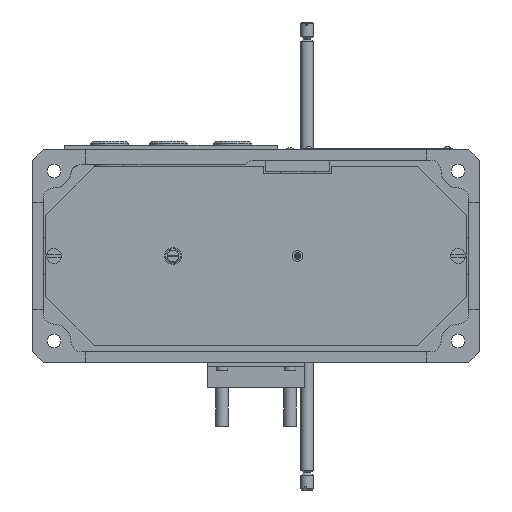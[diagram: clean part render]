
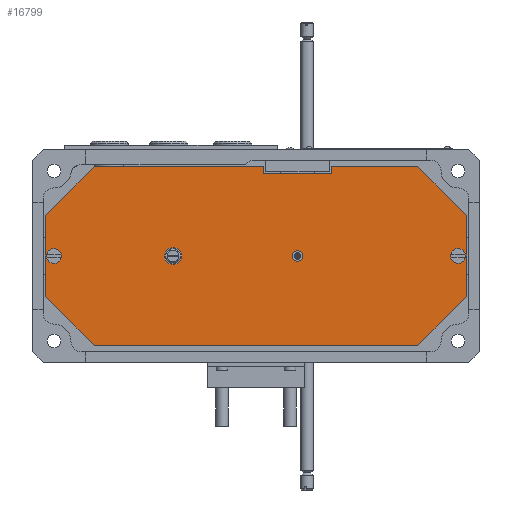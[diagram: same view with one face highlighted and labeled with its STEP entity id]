
A CAD part, front view. The second image highlights one B-rep face of the part: STEP entity #16799.
In plain terms, the highlighted planar face has unit normal (0, -1, 0).
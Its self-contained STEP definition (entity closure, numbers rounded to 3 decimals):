
#103 = DIRECTION ( 'NONE',  ( 0., 0., 1. ) ) ;
#856 = DIRECTION ( 'NONE',  ( 0., 0., -1. ) ) ;
#930 = EDGE_CURVE ( 'NONE', #12530, #13874, #52252, .T. ) ;
#1401 = LINE ( 'NONE', #18473, #5352 ) ;
#1498 = CARTESIAN_POINT ( 'NONE',  ( 29., 3., 42. ) ) ;
#1559 = CARTESIAN_POINT ( 'NONE',  ( 204., 3., 19. ) ) ;
#2081 = VERTEX_POINT ( 'NONE', #29517 ) ;
#2429 = AXIS2_PLACEMENT_3D ( 'NONE', #38156, #21882, #15289 ) ;
#2927 = EDGE_CURVE ( 'NONE', #13977, #52776, #46189, .T. ) ;
#3397 = CARTESIAN_POINT ( 'NONE',  ( 6., 3., 19. ) ) ;
#3441 = ORIENTED_EDGE ( 'NONE', *, *, #60448, .F. ) ;
#3456 = CARTESIAN_POINT ( 'NONE',  ( 108.5, 3., 42. ) ) ;
#4027 = EDGE_LOOP ( 'NONE', ( #17773, #6845, #41649, #41993, #55362, #14240, #44158, #3441, #57007, #37579, #46285, #59032 ) ) ;
#4039 = CARTESIAN_POINT ( 'NONE',  ( 140.5, 3., 38.6 ) ) ;
#4109 = EDGE_CURVE ( 'NONE', #59044, #59044, #69588, .T. ) ;
#4555 = AXIS2_PLACEMENT_3D ( 'NONE', #12912, #18091, #25077 ) ;
#4960 = LINE ( 'NONE', #38625, #60565 ) ;
#5352 = VECTOR ( 'NONE', #41036, 1000. ) ;
#5407 = VERTEX_POINT ( 'NONE', #68758 ) ;
#6385 = CIRCLE ( 'NONE', #46480, 2.15 ) ;
#6474 = LINE ( 'NONE', #51601, #28944 ) ;
#6745 = EDGE_CURVE ( 'NONE', #47500, #57296, #58724, .T. ) ;
#6845 = ORIENTED_EDGE ( 'NONE', *, *, #65551, .T. ) ;
#7165 = CIRCLE ( 'NONE', #2429, 4. ) ;
#7736 = DIRECTION ( 'NONE',  ( 0., 1., 0. ) ) ;
#8112 = CARTESIAN_POINT ( 'NONE',  ( 29., 3., -42. ) ) ;
#8191 = EDGE_CURVE ( 'NONE', #26431, #26431, #6385, .T. ) ;
#8265 = EDGE_CURVE ( 'NONE', #17166, #17166, #55996, .T. ) ;
#8754 = DIRECTION ( 'NONE',  ( 1., 0., 0. ) ) ;
#8902 = DIRECTION ( 'NONE',  ( -1., 0., 0. ) ) ;
#9149 = VECTOR ( 'NONE', #41123, 1000. ) ;
#10559 = CARTESIAN_POINT ( 'NONE',  ( 10., 3., 2.15 ) ) ;
#10915 = EDGE_CURVE ( 'NONE', #66448, #5407, #1401, .T. ) ;
#11915 = DIRECTION ( 'NONE',  ( 0., -1., 0. ) ) ;
#12530 = VERTEX_POINT ( 'NONE', #72973 ) ;
#12912 = CARTESIAN_POINT ( 'NONE',  ( 124.5, 3., 0. ) ) ;
#13231 = ORIENTED_EDGE ( 'NONE', *, *, #8265, .T. ) ;
#13327 = EDGE_CURVE ( 'NONE', #56746, #47500, #54134, .T. ) ;
#13874 = VERTEX_POINT ( 'NONE', #41253 ) ;
#13977 = VERTEX_POINT ( 'NONE', #8112 ) ;
#14240 = ORIENTED_EDGE ( 'NONE', *, *, #41066, .F. ) ;
#14454 = LINE ( 'NONE', #4039, #33087 ) ;
#14879 = EDGE_LOOP ( 'NONE', ( #62832 ) ) ;
#14982 = VECTOR ( 'NONE', #24789, 1000. ) ;
#15289 = DIRECTION ( 'NONE',  ( 0., 0., 1. ) ) ;
#15684 = CARTESIAN_POINT ( 'NONE',  ( 108.5, 3., 38.6 ) ) ;
#16799 = ADVANCED_FACE ( 'NONE', ( #31516, #43354, #25967, #71213, #20441 ), #42975, .T. ) ;
#17166 = VERTEX_POINT ( 'NONE', #32718 ) ;
#17773 = ORIENTED_EDGE ( 'NONE', *, *, #44012, .T. ) ;
#18091 = DIRECTION ( 'NONE',  ( 0., 1., 0. ) ) ;
#18473 = CARTESIAN_POINT ( 'NONE',  ( 181., 3., -42. ) ) ;
#18818 = DIRECTION ( 'NONE',  ( 0., 0., 1. ) ) ;
#19411 = ORIENTED_EDGE ( 'NONE', *, *, #4109, .T. ) ;
#19976 = LINE ( 'NONE', #31059, #14982 ) ;
#20095 = EDGE_CURVE ( 'NONE', #2081, #2081, #7165, .T. ) ;
#20441 = FACE_BOUND ( 'NONE', #33688, .T. ) ;
#21594 = LINE ( 'NONE', #3456, #50168 ) ;
#21882 = DIRECTION ( 'NONE',  ( 0., 1., 0. ) ) ;
#24647 = CARTESIAN_POINT ( 'NONE',  ( 29., 3., 42. ) ) ;
#24789 = DIRECTION ( 'NONE',  ( 0., 0., -1. ) ) ;
#24944 = DIRECTION ( 'NONE',  ( -1., 0., 0. ) ) ;
#24952 = EDGE_LOOP ( 'NONE', ( #19411 ) ) ;
#25020 = CARTESIAN_POINT ( 'NONE',  ( 6., 3., -19. ) ) ;
#25077 = DIRECTION ( 'NONE',  ( 0., 0., 1. ) ) ;
#25120 = VECTOR ( 'NONE', #8754, 1000. ) ;
#25515 = CARTESIAN_POINT ( 'NONE',  ( 108.5, 3., 42. ) ) ;
#25967 = FACE_BOUND ( 'NONE', #14879, .T. ) ;
#25972 = DIRECTION ( 'NONE',  ( 0.707, 0., 0.707 ) ) ;
#26366 = CARTESIAN_POINT ( 'NONE',  ( 181., 3., 42. ) ) ;
#26431 = VERTEX_POINT ( 'NONE', #10559 ) ;
#27677 = VECTOR ( 'NONE', #24944, 1000. ) ;
#28083 = VECTOR ( 'NONE', #68856, 1000. ) ;
#28505 = AXIS2_PLACEMENT_3D ( 'NONE', #55952, #11915, #33359 ) ;
#28944 = VECTOR ( 'NONE', #856, 1000. ) ;
#29517 = CARTESIAN_POINT ( 'NONE',  ( 66., 3., 4. ) ) ;
#30805 = LINE ( 'NONE', #26366, #66911 ) ;
#31059 = CARTESIAN_POINT ( 'NONE',  ( 140.5, 3., 42. ) ) ;
#31516 = FACE_BOUND ( 'NONE', #24952, .T. ) ;
#31974 = LINE ( 'NONE', #53087, #27677 ) ;
#32718 = CARTESIAN_POINT ( 'NONE',  ( 200., 3., 2.15 ) ) ;
#33087 = VECTOR ( 'NONE', #8902, 1000. ) ;
#33359 = DIRECTION ( 'NONE',  ( 0., 0., -1. ) ) ;
#33688 = EDGE_LOOP ( 'NONE', ( #13231 ) ) ;
#34164 = ORIENTED_EDGE ( 'NONE', *, *, #8191, .T. ) ;
#36544 = EDGE_CURVE ( 'NONE', #61318, #66448, #6474, .T. ) ;
#37579 = ORIENTED_EDGE ( 'NONE', *, *, #36544, .F. ) ;
#38156 = CARTESIAN_POINT ( 'NONE',  ( 66., 3., 0. ) ) ;
#38625 = CARTESIAN_POINT ( 'NONE',  ( 6., 3., -19. ) ) ;
#39073 = VERTEX_POINT ( 'NONE', #15684 ) ;
#39364 = CARTESIAN_POINT ( 'NONE',  ( 29., 3., 42. ) ) ;
#41036 = DIRECTION ( 'NONE',  ( -0.707, 0., -0.707 ) ) ;
#41066 = EDGE_CURVE ( 'NONE', #52776, #56746, #4960, .T. ) ;
#41123 = DIRECTION ( 'NONE',  ( 1., 0., 0. ) ) ;
#41253 = CARTESIAN_POINT ( 'NONE',  ( 181., 3., 42. ) ) ;
#41649 = ORIENTED_EDGE ( 'NONE', *, *, #59309, .T. ) ;
#41993 = ORIENTED_EDGE ( 'NONE', *, *, #6745, .F. ) ;
#42076 = DIRECTION ( 'NONE',  ( 0., 0., 1. ) ) ;
#42975 = PLANE ( 'NONE',  #28505 ) ;
#43142 = EDGE_LOOP ( 'NONE', ( #34164 ) ) ;
#43178 = EDGE_CURVE ( 'NONE', #13874, #61318, #30805, .T. ) ;
#43354 = FACE_OUTER_BOUND ( 'NONE', #4027, .T. ) ;
#44012 = EDGE_CURVE ( 'NONE', #12530, #44720, #19976, .T. ) ;
#44158 = ORIENTED_EDGE ( 'NONE', *, *, #2927, .F. ) ;
#44720 = VERTEX_POINT ( 'NONE', #61186 ) ;
#46189 = LINE ( 'NONE', #57721, #28083 ) ;
#46285 = ORIENTED_EDGE ( 'NONE', *, *, #43178, .F. ) ;
#46480 = AXIS2_PLACEMENT_3D ( 'NONE', #59539, #7736, #42076 ) ;
#47500 = VERTEX_POINT ( 'NONE', #39364 ) ;
#48960 = CARTESIAN_POINT ( 'NONE',  ( 124.5, 3., 2.5 ) ) ;
#50044 = DIRECTION ( 'NONE',  ( 0., 0., 1. ) ) ;
#50168 = VECTOR ( 'NONE', #50044, 1000. ) ;
#51292 = AXIS2_PLACEMENT_3D ( 'NONE', #69563, #69943, #18818 ) ;
#51601 = CARTESIAN_POINT ( 'NONE',  ( 204., 3., -19. ) ) ;
#52252 = LINE ( 'NONE', #1498, #9149 ) ;
#52776 = VERTEX_POINT ( 'NONE', #25020 ) ;
#53087 = CARTESIAN_POINT ( 'NONE',  ( 29., 3., -42. ) ) ;
#54134 = LINE ( 'NONE', #3397, #61242 ) ;
#55362 = ORIENTED_EDGE ( 'NONE', *, *, #13327, .F. ) ;
#55511 = CARTESIAN_POINT ( 'NONE',  ( 204., 3., -19. ) ) ;
#55952 = CARTESIAN_POINT ( 'NONE',  ( 105., 3., -118. ) ) ;
#55996 = CIRCLE ( 'NONE', #51292, 2.15 ) ;
#56746 = VERTEX_POINT ( 'NONE', #72132 ) ;
#57007 = ORIENTED_EDGE ( 'NONE', *, *, #10915, .F. ) ;
#57296 = VERTEX_POINT ( 'NONE', #25515 ) ;
#57721 = CARTESIAN_POINT ( 'NONE',  ( 6., 3., -19. ) ) ;
#58724 = LINE ( 'NONE', #24647, #25120 ) ;
#59032 = ORIENTED_EDGE ( 'NONE', *, *, #930, .F. ) ;
#59044 = VERTEX_POINT ( 'NONE', #48960 ) ;
#59309 = EDGE_CURVE ( 'NONE', #39073, #57296, #21594, .T. ) ;
#59539 = CARTESIAN_POINT ( 'NONE',  ( 10., 3., 0. ) ) ;
#60101 = DIRECTION ( 'NONE',  ( 0.707, 0., -0.707 ) ) ;
#60448 = EDGE_CURVE ( 'NONE', #5407, #13977, #31974, .T. ) ;
#60565 = VECTOR ( 'NONE', #103, 1000. ) ;
#61186 = CARTESIAN_POINT ( 'NONE',  ( 140.5, 3., 38.6 ) ) ;
#61242 = VECTOR ( 'NONE', #25972, 1000. ) ;
#61318 = VERTEX_POINT ( 'NONE', #1559 ) ;
#62832 = ORIENTED_EDGE ( 'NONE', *, *, #20095, .T. ) ;
#65551 = EDGE_CURVE ( 'NONE', #44720, #39073, #14454, .T. ) ;
#66448 = VERTEX_POINT ( 'NONE', #55511 ) ;
#66911 = VECTOR ( 'NONE', #60101, 1000. ) ;
#68758 = CARTESIAN_POINT ( 'NONE',  ( 181., 3., -42. ) ) ;
#68856 = DIRECTION ( 'NONE',  ( -0.707, 0., 0.707 ) ) ;
#69563 = CARTESIAN_POINT ( 'NONE',  ( 200., 3., 0. ) ) ;
#69588 = CIRCLE ( 'NONE', #4555, 2.5 ) ;
#69943 = DIRECTION ( 'NONE',  ( 0., 1., 0. ) ) ;
#71213 = FACE_BOUND ( 'NONE', #43142, .T. ) ;
#72132 = CARTESIAN_POINT ( 'NONE',  ( 6., 3., 19. ) ) ;
#72973 = CARTESIAN_POINT ( 'NONE',  ( 140.5, 3., 42. ) ) ;
